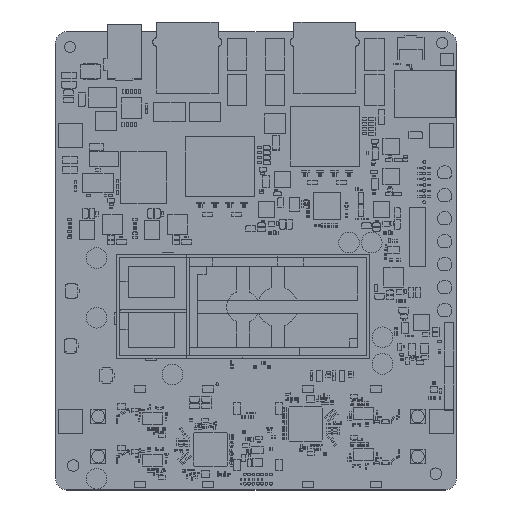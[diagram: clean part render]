
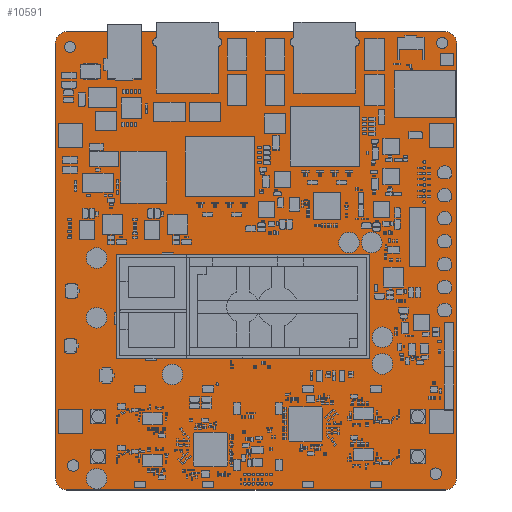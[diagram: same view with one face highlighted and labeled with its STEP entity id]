
A CAD part, top view. The second image highlights one B-rep face of the part: STEP entity #10591.
In plain terms, the highlighted planar face has unit normal (0, 0, 1).
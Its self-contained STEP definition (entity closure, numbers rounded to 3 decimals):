
#8620=FACE_OUTER_BOUND($,#9294,.F.);
#8630=FACE_OUTER_BOUND($,#9304,.T.);
#8634=FACE_OUTER_BOUND($,#9308,.T.);
#8638=FACE_OUTER_BOUND($,#9312,.T.);
#8642=FACE_OUTER_BOUND($,#9316,.T.);
#9294=EDGE_LOOP($,(#14965,#14966,#14967,#14968,#14969,#14970,#14971,#14972));
#9304=EDGE_LOOP($,(#15013,#15014));
#9308=EDGE_LOOP($,(#15025,#15026));
#9312=EDGE_LOOP($,(#15037,#15038));
#9316=EDGE_LOOP($,(#15049,#15050));
#9968=PLANE($,#11347);
#10591=ADVANCED_FACE($,(#8620,#8630,#8634,#8638,#8642),#9968,.T.);
#11257=CIRCLE($,#11343,3.);
#11258=CIRCLE($,#11344,3.);
#11259=CIRCLE($,#11345,3.);
#11260=CIRCLE($,#11346,3.);
#11265=CIRCLE($,#11361,1.6);
#11266=CIRCLE($,#11362,1.6);
#11269=CIRCLE($,#11367,1.6);
#11270=CIRCLE($,#11368,1.6);
#11273=CIRCLE($,#11373,1.6);
#11274=CIRCLE($,#11374,1.6);
#11277=CIRCLE($,#11379,1.6);
#11278=CIRCLE($,#11380,1.6);
#11343=AXIS2_PLACEMENT_3D($,#30602,#25744,$);
#11344=AXIS2_PLACEMENT_3D($,#30603,#25744,$);
#11345=AXIS2_PLACEMENT_3D($,#30604,#25744,$);
#11346=AXIS2_PLACEMENT_3D($,#30605,#25744,$);
#11347=AXIS2_PLACEMENT_3D($,#30594,#25744,$);
#11361=AXIS2_PLACEMENT_3D($,#30626,#25744,$);
#11362=AXIS2_PLACEMENT_3D($,#30627,#25744,$);
#11367=AXIS2_PLACEMENT_3D($,#30638,#25744,$);
#11368=AXIS2_PLACEMENT_3D($,#30639,#25744,$);
#11373=AXIS2_PLACEMENT_3D($,#30650,#25744,$);
#11374=AXIS2_PLACEMENT_3D($,#30651,#25744,$);
#11379=AXIS2_PLACEMENT_3D($,#30662,#25744,$);
#11380=AXIS2_PLACEMENT_3D($,#30663,#25744,$);
#14965=ORIENTED_EDGE($,*,*,#18001,.T.);
#14966=ORIENTED_EDGE($,*,*,#18002,.T.);
#14967=ORIENTED_EDGE($,*,*,#18003,.T.);
#14968=ORIENTED_EDGE($,*,*,#18004,.T.);
#14969=ORIENTED_EDGE($,*,*,#18005,.T.);
#14970=ORIENTED_EDGE($,*,*,#18006,.T.);
#14971=ORIENTED_EDGE($,*,*,#18007,.T.);
#14972=ORIENTED_EDGE($,*,*,#18008,.T.);
#15013=ORIENTED_EDGE($,*,*,#18026,.T.);
#15014=ORIENTED_EDGE($,*,*,#18027,.T.);
#15025=ORIENTED_EDGE($,*,*,#18033,.T.);
#15026=ORIENTED_EDGE($,*,*,#18034,.T.);
#15037=ORIENTED_EDGE($,*,*,#18040,.T.);
#15038=ORIENTED_EDGE($,*,*,#18041,.T.);
#15049=ORIENTED_EDGE($,*,*,#18047,.T.);
#15050=ORIENTED_EDGE($,*,*,#18048,.T.);
#18001=EDGE_CURVE($,#22635,#22636,#21119,.T.);
#18002=EDGE_CURVE($,#22636,#22637,#11257,.F.);
#18003=EDGE_CURVE($,#22637,#22638,#21120,.T.);
#18004=EDGE_CURVE($,#22638,#22639,#11258,.F.);
#18005=EDGE_CURVE($,#22639,#22640,#21121,.T.);
#18006=EDGE_CURVE($,#22640,#22641,#11259,.F.);
#18007=EDGE_CURVE($,#22641,#22642,#21122,.T.);
#18008=EDGE_CURVE($,#22642,#22635,#11260,.F.);
#18026=EDGE_CURVE($,#22653,#22654,#11265,.F.);
#18027=EDGE_CURVE($,#22654,#22653,#11266,.F.);
#18033=EDGE_CURVE($,#22659,#22660,#11269,.F.);
#18034=EDGE_CURVE($,#22660,#22659,#11270,.F.);
#18040=EDGE_CURVE($,#22665,#22666,#11273,.F.);
#18041=EDGE_CURVE($,#22666,#22665,#11274,.F.);
#18047=EDGE_CURVE($,#22671,#22672,#11277,.F.);
#18048=EDGE_CURVE($,#22672,#22671,#11278,.F.);
#19603=VECTOR($,#25747,114.);
#19604=VECTOR($,#25748,99.);
#19605=VECTOR($,#25749,114.);
#19606=VECTOR($,#25750,99.);
#21119=LINE($,#30593,#19603);
#21120=LINE($,#30595,#19604);
#21121=LINE($,#30597,#19605);
#21122=LINE($,#30599,#19606);
#22635=VERTEX_POINT($,#30593);
#22636=VERTEX_POINT($,#30594);
#22637=VERTEX_POINT($,#30595);
#22638=VERTEX_POINT($,#30596);
#22639=VERTEX_POINT($,#30597);
#22640=VERTEX_POINT($,#30598);
#22641=VERTEX_POINT($,#30599);
#22642=VERTEX_POINT($,#30600);
#22653=VERTEX_POINT($,#30623);
#22654=VERTEX_POINT($,#30624);
#22659=VERTEX_POINT($,#30635);
#22660=VERTEX_POINT($,#30636);
#22665=VERTEX_POINT($,#30647);
#22666=VERTEX_POINT($,#30648);
#22671=VERTEX_POINT($,#30659);
#22672=VERTEX_POINT($,#30660);
#25744=DIRECTION($,(0.,0.,1.));
#25747=DIRECTION($,(0.,1.,0.));
#25748=DIRECTION($,(1.,0.,0.));
#25749=DIRECTION($,(0.,-1.,0.));
#25750=DIRECTION($,(-1.,0.,0.));
#30593=CARTESIAN_POINT('',(0.,3.,0.));
#30594=CARTESIAN_POINT('',(0.,117.,0.));
#30595=CARTESIAN_POINT('',(3.,120.,0.));
#30596=CARTESIAN_POINT('',(102.,120.,0.));
#30597=CARTESIAN_POINT('',(105.,117.,0.));
#30598=CARTESIAN_POINT('',(105.,3.,0.));
#30599=CARTESIAN_POINT('',(102.,0.,0.));
#30600=CARTESIAN_POINT('',(3.,0.,0.));
#30602=CARTESIAN_POINT('',(3.,117.,0.));
#30603=CARTESIAN_POINT('',(102.,117.,0.));
#30604=CARTESIAN_POINT('',(102.,3.,0.));
#30605=CARTESIAN_POINT('',(3.,3.,0.));
#30623=CARTESIAN_POINT('',(77.815,114.18,0.));
#30624=CARTESIAN_POINT('',(74.615,114.18,0.));
#30626=CARTESIAN_POINT('',(76.215,114.18,0.));
#30627=CARTESIAN_POINT('',(76.215,114.18,0.));
#30635=CARTESIAN_POINT('',(66.385,114.18,0.));
#30636=CARTESIAN_POINT('',(63.185,114.18,0.));
#30638=CARTESIAN_POINT('',(64.785,114.18,0.));
#30639=CARTESIAN_POINT('',(64.785,114.18,0.));
#30647=CARTESIAN_POINT('',(41.815,114.18,0.));
#30648=CARTESIAN_POINT('',(38.615,114.18,0.));
#30650=CARTESIAN_POINT('',(40.215,114.18,0.));
#30651=CARTESIAN_POINT('',(40.215,114.18,0.));
#30659=CARTESIAN_POINT('',(30.385,114.18,0.));
#30660=CARTESIAN_POINT('',(27.185,114.18,0.));
#30662=CARTESIAN_POINT('',(28.785,114.18,0.));
#30663=CARTESIAN_POINT('',(28.785,114.18,0.));
